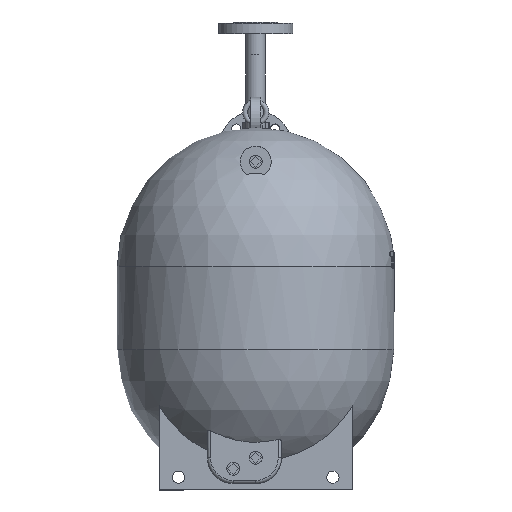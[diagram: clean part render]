
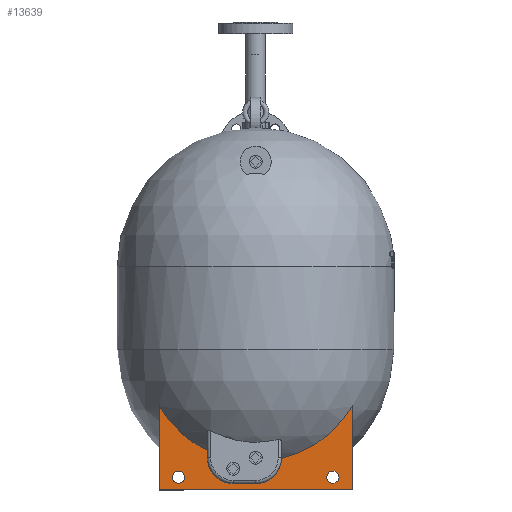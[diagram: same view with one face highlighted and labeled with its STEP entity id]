
A CAD part, left-side view. The second image highlights one B-rep face of the part: STEP entity #13639.
In plain terms, the highlighted planar face has unit normal (-1, 0, 0).
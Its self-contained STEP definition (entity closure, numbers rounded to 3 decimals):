
#13481=CARTESIAN_POINT('',(-127.,-150.,-217.687));
#13482=VERTEX_POINT('',#13481);
#13483=CARTESIAN_POINT('',(-127.,150.,-217.687));
#13484=VERTEX_POINT('',#13483);
#13485=CARTESIAN_POINT('',(-127.,-150.,-217.687));
#13486=DIRECTION('',(0.0,1.0,0.0));
#13487=VECTOR('',#13486,300.0);
#13488=LINE('',#13485,#13487);
#13489=EDGE_CURVE('',#13482,#13484,#13488,.T.);
#13512=CARTESIAN_POINT('',(-127.,-150.,-87.155));
#13513=VERTEX_POINT('',#13512);
#13521=CARTESIAN_POINT('',(-127.,-150.,-87.155));
#13522=DIRECTION('',(0.0,0.0,-1.0));
#13523=VECTOR('',#13522,130.532);
#13524=LINE('',#13521,#13523);
#13525=EDGE_CURVE('',#13513,#13482,#13524,.T.);
#13537=CARTESIAN_POINT('',(-127.,150.,-87.155));
#13538=VERTEX_POINT('',#13537);
#13548=CARTESIAN_POINT('',(-127.,150.,-217.687));
#13549=DIRECTION('',(0.0,0.0,1.0));
#13550=VECTOR('',#13549,130.532);
#13551=LINE('',#13548,#13550);
#13552=EDGE_CURVE('',#13484,#13538,#13551,.T.);
#13557=CARTESIAN_POINT('',(-127.,0.,-142.687));
#13558=DIRECTION('',(1.0,0.0,0.0));
#13559=DIRECTION('',(0.0,0.0,-1.0));
#13560=AXIS2_PLACEMENT_3D('',#13557,#13558,#13559);
#13561=PLANE('',#13560);
#13562=CARTESIAN_POINT('',(-127.,75.,-167.687));
#13563=VERTEX_POINT('',#13562);
#13564=CARTESIAN_POINT('',(-127.,75.,-156.432));
#13565=VERTEX_POINT('',#13564);
#13566=CARTESIAN_POINT('',(-127.,75.,-167.687));
#13567=DIRECTION('',(0.0,0.0,1.0));
#13568=VECTOR('',#13567,11.254);
#13569=LINE('',#13566,#13568);
#13570=EDGE_CURVE('',#13563,#13565,#13569,.T.);
#13571=ORIENTED_EDGE('',*,*,#13570,.T.);
#13572=CARTESIAN_POINT('',(-127.,0.,0.));
#13573=DIRECTION('',(-1.0,0.0,0.0));
#13574=DIRECTION('',(0.0,0.0,-1.0));
#13575=AXIS2_PLACEMENT_3D('',#13572,#13573,#13574);
#13576=CIRCLE('',#13575,173.482);
#13577=EDGE_CURVE('',#13538,#13565,#13576,.T.);
#13578=ORIENTED_EDGE('',*,*,#13577,.F.);
#13579=ORIENTED_EDGE('',*,*,#13552,.F.);
#13580=ORIENTED_EDGE('',*,*,#13489,.F.);
#13581=ORIENTED_EDGE('',*,*,#13525,.F.);
#13582=CARTESIAN_POINT('',(-127.,-39.984,-168.811));
#13583=VERTEX_POINT('',#13582);
#13584=CARTESIAN_POINT('',(-127.,0.,0.));
#13585=DIRECTION('',(-1.0,0.0,0.0));
#13586=DIRECTION('',(0.0,0.0,-1.0));
#13587=AXIS2_PLACEMENT_3D('',#13584,#13585,#13586);
#13588=CIRCLE('',#13587,173.482);
#13589=EDGE_CURVE('',#13583,#13513,#13588,.T.);
#13590=ORIENTED_EDGE('',*,*,#13589,.F.);
#13591=CARTESIAN_POINT('',(-127.,0.,-207.687));
#13592=VERTEX_POINT('',#13591);
#13593=CARTESIAN_POINT('',(-127.,0.,-167.687));
#13594=DIRECTION('',(1.0,0.0,0.0));
#13595=DIRECTION('',(0.0,0.0,1.0));
#13596=AXIS2_PLACEMENT_3D('',#13593,#13594,#13595);
#13597=CIRCLE('',#13596,40.);
#13598=EDGE_CURVE('',#13583,#13592,#13597,.T.);
#13599=ORIENTED_EDGE('',*,*,#13598,.T.);
#13600=CARTESIAN_POINT('',(-127.,35.,-207.687));
#13601=VERTEX_POINT('',#13600);
#13602=CARTESIAN_POINT('',(-127.,0.,-207.687));
#13603=DIRECTION('',(0.0,1.0,0.0));
#13604=VECTOR('',#13603,35.);
#13605=LINE('',#13602,#13604);
#13606=EDGE_CURVE('',#13592,#13601,#13605,.T.);
#13607=ORIENTED_EDGE('',*,*,#13606,.T.);
#13608=CARTESIAN_POINT('',(-127.,35.,-167.687));
#13609=DIRECTION('',(1.0,0.0,0.0));
#13610=DIRECTION('',(0.0,-1.0,0.0));
#13611=AXIS2_PLACEMENT_3D('',#13608,#13609,#13610);
#13612=CIRCLE('',#13611,40.0);
#13613=EDGE_CURVE('',#13601,#13563,#13612,.T.);
#13614=ORIENTED_EDGE('',*,*,#13613,.T.);
#13615=EDGE_LOOP('',(#13571,#13578,#13579,#13580,#13581,#13590,#13599,#13607,#13614));
#13616=FACE_OUTER_BOUND('',#13615,.T.);
#13617=CARTESIAN_POINT('',(-127.,120.,-188.187));
#13618=VERTEX_POINT('',#13617);
#13619=CARTESIAN_POINT('',(-127.,120.,-197.687));
#13620=DIRECTION('',(1.0,0.0,0.0));
#13621=DIRECTION('',(0.0,0.0,-1.0));
#13622=AXIS2_PLACEMENT_3D('',#13619,#13620,#13621);
#13623=CIRCLE('',#13622,9.5);
#13624=EDGE_CURVE('',#13618,#13618,#13623,.T.);
#13625=ORIENTED_EDGE('',*,*,#13624,.T.);
#13626=EDGE_LOOP('',(#13625));
#13627=FACE_BOUND('',#13626,.T.);
#13628=CARTESIAN_POINT('',(-127.,-120.,-188.187));
#13629=VERTEX_POINT('',#13628);
#13630=CARTESIAN_POINT('',(-127.,-120.,-197.687));
#13631=DIRECTION('',(1.0,0.0,0.0));
#13632=DIRECTION('',(0.0,0.0,-1.0));
#13633=AXIS2_PLACEMENT_3D('',#13630,#13631,#13632);
#13634=CIRCLE('',#13633,9.5);
#13635=EDGE_CURVE('',#13629,#13629,#13634,.T.);
#13636=ORIENTED_EDGE('',*,*,#13635,.T.);
#13637=EDGE_LOOP('',(#13636));
#13638=FACE_BOUND('',#13637,.T.);
#13639=ADVANCED_FACE('',(#13616,#13627,#13638),#13561,.F.);
